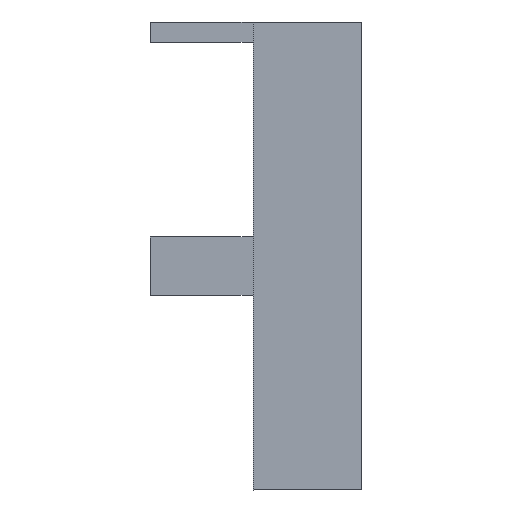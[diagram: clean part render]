
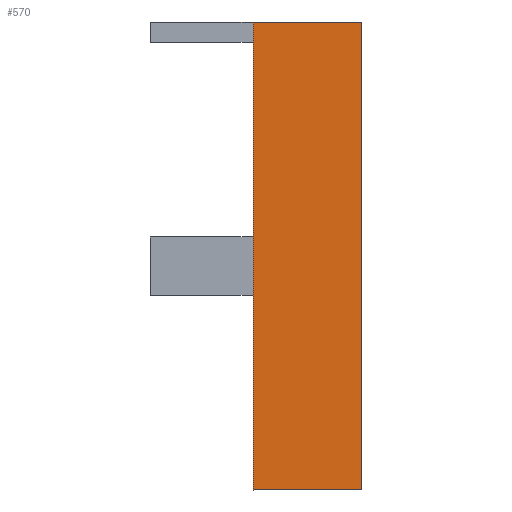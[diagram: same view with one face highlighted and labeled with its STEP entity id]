
A CAD part, front view. The second image highlights one B-rep face of the part: STEP entity #570.
In plain terms, the highlighted planar face has unit normal (0, -1, 0).
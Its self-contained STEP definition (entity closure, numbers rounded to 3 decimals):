
#70=CARTESIAN_POINT('Vertex',(70.451,-430.967,47.887)) ;
#73=CARTESIAN_POINT('Line Origine',(78.451,-430.967,47.887)) ;
#77=CARTESIAN_POINT('Vertex',(86.451,-430.967,47.887)) ;
#485=CARTESIAN_POINT('Line Origine',(86.451,-430.967,13.46)) ;
#489=CARTESIAN_POINT('Vertex',(86.451,-430.967,-20.967)) ;
#547=CARTESIAN_POINT('Axis2P3D Location',(46.151,-430.967,47.887)) ;
#552=CARTESIAN_POINT('Line Origine',(78.451,-430.967,-20.967)) ;
#556=CARTESIAN_POINT('Vertex',(70.451,-430.967,-20.967)) ;
#559=CARTESIAN_POINT('Line Origine',(70.451,-430.967,13.46)) ;
#74=DIRECTION('Vector Direction',(1.,0.,0.)) ;
#486=DIRECTION('Vector Direction',(0.,0.,-1.)) ;
#548=DIRECTION('Axis2P3D Direction',(0.,-1.,0.)) ;
#549=DIRECTION('Axis2P3D XDirection',(0.,0.,-1.)) ;
#553=DIRECTION('Vector Direction',(1.,0.,0.)) ;
#560=DIRECTION('Vector Direction',(0.,0.,-1.)) ;
#550=AXIS2_PLACEMENT_3D('Plane Axis2P3D',#547,#548,#549) ;
#565=ORIENTED_EDGE('',*,*,#558,.T.) ;
#566=ORIENTED_EDGE('',*,*,#491,.F.) ;
#567=ORIENTED_EDGE('',*,*,#79,.F.) ;
#568=ORIENTED_EDGE('',*,*,#563,.T.) ;
#75=VECTOR('Line Direction',#74,1.) ;
#487=VECTOR('Line Direction',#486,1.) ;
#554=VECTOR('Line Direction',#553,1.) ;
#561=VECTOR('Line Direction',#560,1.) ;
#570=ADVANCED_FACE('Set g\X2\00E9\X0\om\X2\00E9\X0\trique.1',(#569),#551,.T.) ;
#79=EDGE_CURVE('',#71,#78,#76,.T.) ;
#491=EDGE_CURVE('',#78,#490,#488,.T.) ;
#558=EDGE_CURVE('',#557,#490,#555,.T.) ;
#563=EDGE_CURVE('',#71,#557,#562,.T.) ;
#564=EDGE_LOOP('',(#565,#566,#567,#568)) ;
#569=FACE_OUTER_BOUND('',#564,.T.) ;
#76=LINE('Line',#73,#75) ;
#488=LINE('Line',#485,#487) ;
#555=LINE('Line',#552,#554) ;
#562=LINE('Line',#559,#561) ;
#551=PLANE('',#550) ;
#71=VERTEX_POINT('',#70) ;
#78=VERTEX_POINT('',#77) ;
#490=VERTEX_POINT('',#489) ;
#557=VERTEX_POINT('',#556) ;
